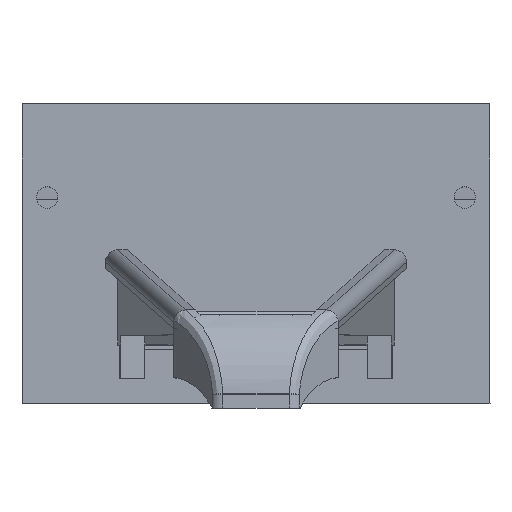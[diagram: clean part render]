
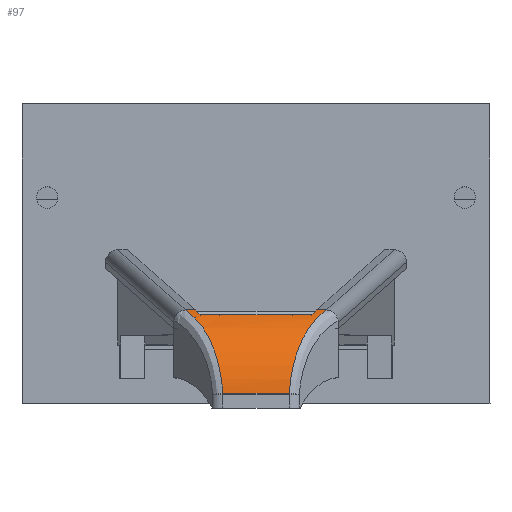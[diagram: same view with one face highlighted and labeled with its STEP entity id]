
A CAD part, top view. The second image highlights one B-rep face of the part: STEP entity #97.
In plain terms, the highlighted cylindrical face has radius 8 mm (diameter 16 mm), a partial arc.
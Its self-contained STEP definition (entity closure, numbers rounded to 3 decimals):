
#72 = ORIENTED_EDGE ( 'NONE', *, *, #1982, .T. ) ;
#97 = ADVANCED_FACE ( 'NONE', ( #2022 ), #389, .T. ) ;
#158 =( BOUNDED_CURVE ( )  B_SPLINE_CURVE ( 3, ( #3153, #1587, #1261, #2321 ),
 .UNSPECIFIED., .F., .T. ) 
 B_SPLINE_CURVE_WITH_KNOTS ( ( 4, 4 ),
 ( 3.219, 4.33 ),
 .UNSPECIFIED. ) 
 CURVE ( )  GEOMETRIC_REPRESENTATION_ITEM ( )  RATIONAL_B_SPLINE_CURVE ( ( 1., 0.9, 0.9, 1. ) ) 
 REPRESENTATION_ITEM ( '' )  );
#172 = VERTEX_POINT ( 'NONE', #369 ) ;
#200 = VECTOR ( 'NONE', #2008, 1000. ) ;
#241 = LINE ( 'NONE', #2366, #1688 ) ;
#256 = EDGE_CURVE ( 'NONE', #1901, #1574, #1841, .T. ) ;
#276 = VERTEX_POINT ( 'NONE', #847 ) ;
#277 = CARTESIAN_POINT ( 'NONE',  ( 5.723, 37.1, 78.001 ) ) ;
#310 = VERTEX_POINT ( 'NONE', #596 ) ;
#313 = DIRECTION ( 'NONE',  ( 1., 0., 0. ) ) ;
#330 = EDGE_CURVE ( 'NONE', #172, #1577, #963, .T. ) ;
#358 = VECTOR ( 'NONE', #2250, 1000. ) ;
#369 = CARTESIAN_POINT ( 'NONE',  ( 4.933, 37.1, 78. ) ) ;
#389 = CYLINDRICAL_SURFACE ( 'NONE', #2802, 8. ) ;
#523 = VERTEX_POINT ( 'NONE', #3483 ) ;
#596 = CARTESIAN_POINT ( 'NONE',  ( 2.933, 36.7, 78.85 ) ) ;
#653 = CARTESIAN_POINT ( 'NONE',  ( 2.714, 30.291, 82.997 ) ) ;
#704 = VECTOR ( 'NONE', #865, 1000. ) ;
#767 = CARTESIAN_POINT ( 'NONE',  ( -19.05, 30.291, 82.997 ) ) ;
#806 = CARTESIAN_POINT ( 'NONE',  ( 4.557, 36.7, 78.85 ) ) ;
#847 = CARTESIAN_POINT ( 'NONE',  ( -5.735, 37.099, 78.002 ) ) ;
#865 = DIRECTION ( 'NONE',  ( 1., 0., 0. ) ) ;
#873 = CARTESIAN_POINT ( 'NONE',  ( -5.735, 37.099, 78.002 ) ) ;
#888 = CARTESIAN_POINT ( 'NONE',  ( -19.05, 36.7, 78.85 ) ) ;
#941 = CARTESIAN_POINT ( 'NONE',  ( -2.714, 30.291, 82.997 ) ) ;
#963 = B_SPLINE_CURVE_WITH_KNOTS ( 'NONE', 3,
 ( #2956, #1431, #2503, #806 ),
 .UNSPECIFIED., .F., .F.,
 ( 4, 4 ),
 ( 0., 0.001 ),
 .UNSPECIFIED. ) ;
#1004 = CARTESIAN_POINT ( 'NONE',  ( 4.557, 36.7, 78.85 ) ) ;
#1033 = EDGE_LOOP ( 'NONE', ( #1077, #1835, #1510, #72, #1896, #3241, #3448, #3514, #1613, #2935, #1171, #3289 ) ) ;
#1077 = ORIENTED_EDGE ( 'NONE', *, *, #3374, .F. ) ;
#1091 = VECTOR ( 'NONE', #313, 1000. ) ;
#1127 = CARTESIAN_POINT ( 'NONE',  ( -4.822, 36.981, 78.296 ) ) ;
#1142 = CARTESIAN_POINT ( 'NONE',  ( -4.557, 36.7, 78.85 ) ) ;
#1163 = CARTESIAN_POINT ( 'NONE',  ( -19.05, 37.1, 78. ) ) ;
#1171 = ORIENTED_EDGE ( 'NONE', *, *, #3014, .T. ) ;
#1207 = LINE ( 'NONE', #2829, #200 ) ;
#1261 = CARTESIAN_POINT ( 'NONE',  ( 3.979, 35.933, 80.906 ) ) ;
#1278 = EDGE_CURVE ( 'NONE', #310, #1647, #241, .T. ) ;
#1279 = EDGE_CURVE ( 'NONE', #1409, #1975, #1969, .T. ) ;
#1394 = CARTESIAN_POINT ( 'NONE',  ( -4.933, 37.1, 78. ) ) ;
#1409 = VERTEX_POINT ( 'NONE', #2221 ) ;
#1431 = CARTESIAN_POINT ( 'NONE',  ( 4.822, 36.981, 78.296 ) ) ;
#1510 = ORIENTED_EDGE ( 'NONE', *, *, #3201, .T. ) ;
#1535 = CARTESIAN_POINT ( 'NONE',  ( -5.735, 37.099, 78.002 ) ) ;
#1574 = VERTEX_POINT ( 'NONE', #1611 ) ;
#1577 = VERTEX_POINT ( 'NONE', #1004 ) ;
#1587 = CARTESIAN_POINT ( 'NONE',  ( 2.859, 33.41, 82.756 ) ) ;
#1611 = CARTESIAN_POINT ( 'NONE',  ( -4.933, 37.1, 78. ) ) ;
#1613 = ORIENTED_EDGE ( 'NONE', *, *, #2227, .T. ) ;
#1647 = VERTEX_POINT ( 'NONE', #2613 ) ;
#1688 = VECTOR ( 'NONE', #2633, 1000. ) ;
#1722 = LINE ( 'NONE', #888, #358 ) ;
#1790 = DIRECTION ( 'NONE',  ( 0., 0., -1. ) ) ;
#1835 = ORIENTED_EDGE ( 'NONE', *, *, #2082, .T. ) ;
#1841 = B_SPLINE_CURVE_WITH_KNOTS ( 'NONE', 3,
 ( #1142, #3270, #1127, #1394 ),
 .UNSPECIFIED., .F., .F.,
 ( 4, 4 ),
 ( 0., 0.001 ),
 .UNSPECIFIED. ) ;
#1852 = DIRECTION ( 'NONE',  ( 1., 0., 0. ) ) ;
#1893 = CARTESIAN_POINT ( 'NONE',  ( 5.71, 37.1, 78. ) ) ;
#1896 = ORIENTED_EDGE ( 'NONE', *, *, #2373, .T. ) ;
#1901 = VERTEX_POINT ( 'NONE', #3449 ) ;
#1957 = VERTEX_POINT ( 'NONE', #3174 ) ;
#1969 = B_SPLINE_CURVE_WITH_KNOTS ( 'NONE', 3,
 ( #2415, #277, #1893, #2090 ),
 .UNSPECIFIED., .F., .F.,
 ( 4, 4 ),
 ( 0., 0. ),
 .UNSPECIFIED. ) ;
#1975 = VERTEX_POINT ( 'NONE', #2116 ) ;
#1982 = EDGE_CURVE ( 'NONE', #523, #2571, #3188, .T. ) ;
#2008 = DIRECTION ( 'NONE',  ( -1., 0., 0. ) ) ;
#2022 = FACE_OUTER_BOUND ( 'NONE', #1033, .T. ) ;
#2073 = DIRECTION ( 'NONE',  ( 1., 0., 0. ) ) ;
#2082 = EDGE_CURVE ( 'NONE', #1957, #276, #2610, .T. ) ;
#2090 = CARTESIAN_POINT ( 'NONE',  ( 5.698, 37.1, 78. ) ) ;
#2116 = CARTESIAN_POINT ( 'NONE',  ( 5.698, 37.1, 78. ) ) ;
#2221 = CARTESIAN_POINT ( 'NONE',  ( 5.735, 37.099, 78.002 ) ) ;
#2227 = EDGE_CURVE ( 'NONE', #1577, #310, #1207, .T. ) ;
#2250 = DIRECTION ( 'NONE',  ( -1., 0., 0. ) ) ;
#2283 = CARTESIAN_POINT ( 'NONE',  ( -2.859, 33.41, 82.756 ) ) ;
#2296 = CARTESIAN_POINT ( 'NONE',  ( -19.05, 29.675, 75.021 ) ) ;
#2321 = CARTESIAN_POINT ( 'NONE',  ( 5.735, 37.099, 78.002 ) ) ;
#2366 = CARTESIAN_POINT ( 'NONE',  ( -19.05, 36.7, 78.85 ) ) ;
#2373 = EDGE_CURVE ( 'NONE', #2571, #1409, #158, .T. ) ;
#2406 = CARTESIAN_POINT ( 'NONE',  ( -5.71, 37.1, 78. ) ) ;
#2415 = CARTESIAN_POINT ( 'NONE',  ( 5.735, 37.099, 78.002 ) ) ;
#2460 = CARTESIAN_POINT ( 'NONE',  ( -5.698, 37.1, 78. ) ) ;
#2474 = LINE ( 'NONE', #3036, #1091 ) ;
#2503 = CARTESIAN_POINT ( 'NONE',  ( 4.696, 36.847, 78.579 ) ) ;
#2571 = VERTEX_POINT ( 'NONE', #653 ) ;
#2610 = B_SPLINE_CURVE_WITH_KNOTS ( 'NONE', 3,
 ( #2460, #2406, #3295, #873 ),
 .UNSPECIFIED., .F., .F.,
 ( 4, 4 ),
 ( 0., 0. ),
 .UNSPECIFIED. ) ;
#2613 = CARTESIAN_POINT ( 'NONE',  ( -2.933, 36.7, 78.85 ) ) ;
#2633 = DIRECTION ( 'NONE',  ( -1., 0., 0. ) ) ;
#2802 = AXIS2_PLACEMENT_3D ( 'NONE', #2296, #2073, #1790 ) ;
#2809 = CARTESIAN_POINT ( 'NONE',  ( -3.979, 35.933, 80.906 ) ) ;
#2829 = CARTESIAN_POINT ( 'NONE',  ( -19.05, 36.7, 78.85 ) ) ;
#2935 = ORIENTED_EDGE ( 'NONE', *, *, #1278, .T. ) ;
#2956 = CARTESIAN_POINT ( 'NONE',  ( 4.933, 37.1, 78. ) ) ;
#3014 = EDGE_CURVE ( 'NONE', #1647, #1901, #1722, .T. ) ;
#3036 = CARTESIAN_POINT ( 'NONE',  ( -19.05, 37.1, 78. ) ) ;
#3153 = CARTESIAN_POINT ( 'NONE',  ( 2.714, 30.291, 82.997 ) ) ;
#3174 = CARTESIAN_POINT ( 'NONE',  ( -5.698, 37.1, 78. ) ) ;
#3188 = LINE ( 'NONE', #767, #3195 ) ;
#3195 = VECTOR ( 'NONE', #1852, 1000. ) ;
#3201 = EDGE_CURVE ( 'NONE', #276, #523, #3426, .T. ) ;
#3241 = ORIENTED_EDGE ( 'NONE', *, *, #1279, .T. ) ;
#3270 = CARTESIAN_POINT ( 'NONE',  ( -4.696, 36.847, 78.579 ) ) ;
#3288 = LINE ( 'NONE', #1163, #704 ) ;
#3289 = ORIENTED_EDGE ( 'NONE', *, *, #256, .T. ) ;
#3295 = CARTESIAN_POINT ( 'NONE',  ( -5.723, 37.1, 78.001 ) ) ;
#3374 = EDGE_CURVE ( 'NONE', #1957, #1574, #2474, .T. ) ;
#3382 = EDGE_CURVE ( 'NONE', #172, #1975, #3288, .T. ) ;
#3426 =( BOUNDED_CURVE ( )  B_SPLINE_CURVE ( 3, ( #1535, #2809, #2283, #941 ),
 .UNSPECIFIED., .F., .T. ) 
 B_SPLINE_CURVE_WITH_KNOTS ( ( 4, 4 ),
 ( 5.094, 6.206 ),
 .UNSPECIFIED. ) 
 CURVE ( )  GEOMETRIC_REPRESENTATION_ITEM ( )  RATIONAL_B_SPLINE_CURVE ( ( 1., 0.9, 0.9, 1. ) ) 
 REPRESENTATION_ITEM ( '' )  );
#3448 = ORIENTED_EDGE ( 'NONE', *, *, #3382, .F. ) ;
#3449 = CARTESIAN_POINT ( 'NONE',  ( -4.557, 36.7, 78.85 ) ) ;
#3483 = CARTESIAN_POINT ( 'NONE',  ( -2.714, 30.291, 82.997 ) ) ;
#3514 = ORIENTED_EDGE ( 'NONE', *, *, #330, .T. ) ;
